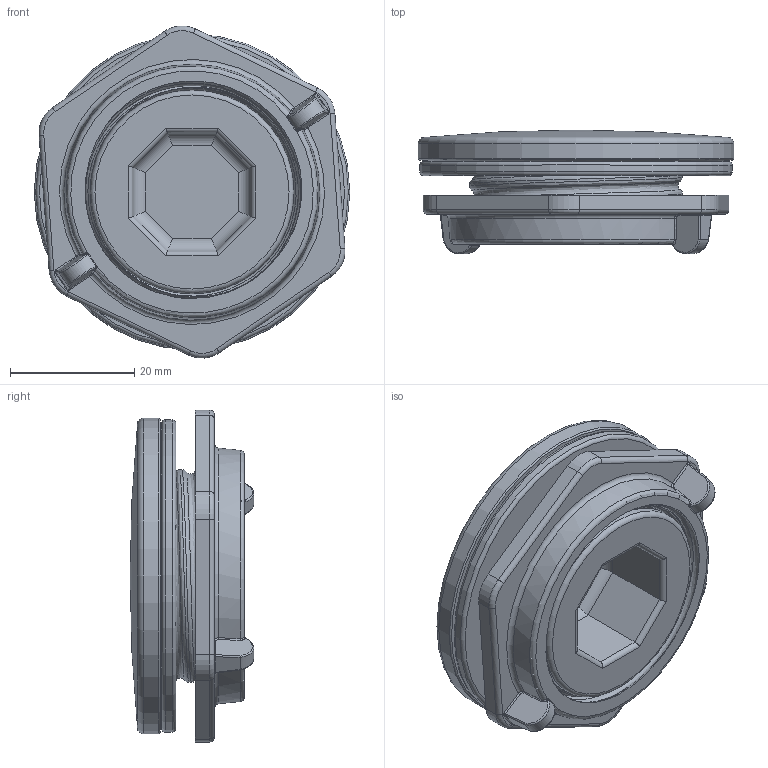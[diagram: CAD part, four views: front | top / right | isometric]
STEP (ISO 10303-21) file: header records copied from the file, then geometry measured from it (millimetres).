
FILE_DESCRIPTION (( 'STEP AP214' ), '1' );
FILE_NAME ('HPSERIES3.STEP', '2018-10-25T18:25:45', ( '' ), ( '' ), 'SwSTEP 2.0', 'SolidWorks 2018', '' );
FILE_SCHEMA (( 'AUTOMOTIVE_DESIGN' ));
Length unit declared in the file: inch
Products named in the file (1): HPSERIES3
Bounding box: 50.8 x 19.91 x 53.45 mm (x, y, z)
Volume: 23542.6 mm3; surface area: 13542.9 mm2
Topology: 3 solids, 3 shells, 151 faces, 355 edges, 206 vertices
Faces by surface type: bspline 50, cylinder 49, plane 32, torus 17, cone 2, sphere 1
Full cylindrical faces by diameter (mm): 32.766 x1, 35.306 x1, 50.292 x1, 50.8 x1
Entity records: 9786 total; most frequent: CARTESIAN_POINT 4906, ORIENTED_EDGE 664, DIRECTION 433, EDGE_CURVE 332, VERTEX_POINT 203, EDGE_LOOP 171, AXIS2_PLACEMENT_3D 170, FACE_OUTER_BOUND 162
